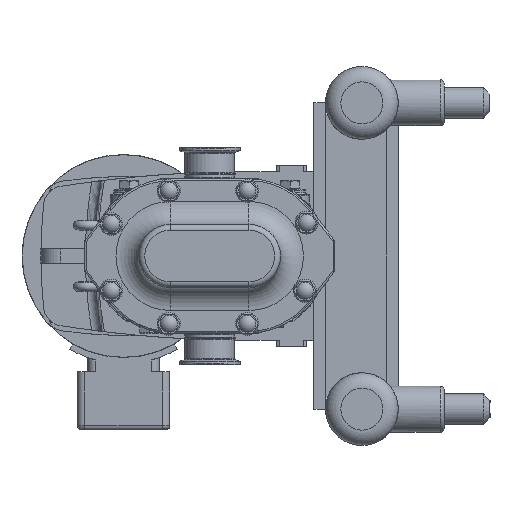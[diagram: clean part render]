
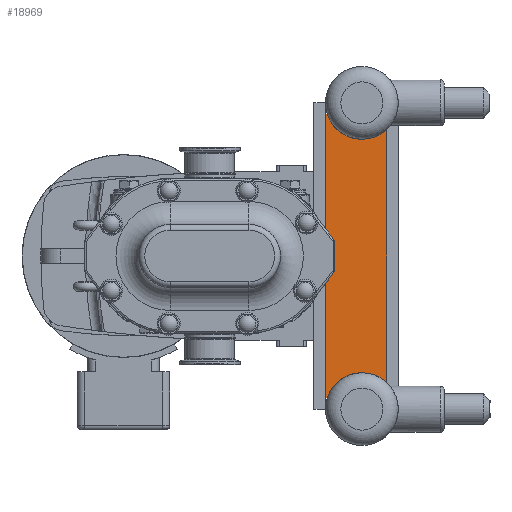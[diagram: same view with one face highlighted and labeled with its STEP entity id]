
A CAD part, left-side view. The second image highlights one B-rep face of the part: STEP entity #18969.
In plain terms, the highlighted planar face has unit normal (-1, 0, 0).
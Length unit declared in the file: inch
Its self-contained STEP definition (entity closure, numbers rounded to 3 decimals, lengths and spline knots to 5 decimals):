
#835=CIRCLE('',#20286,1.19);
#836=CIRCLE('',#20287,1.19);
#2051=PLANE('',#20285);
#2715=FACE_OUTER_BOUND('',#3860,.T.);
#3860=EDGE_LOOP('',(#14184,#14185,#14186,#14187,#14188,#14189));
#5213=LINE('',#30483,#6616);
#5217=LINE('',#30501,#6620);
#5218=LINE('',#30505,#6621);
#5219=LINE('',#30508,#6622);
#6616=VECTOR('',#23422,0.3937);
#6620=VECTOR('',#23430,0.3937);
#6621=VECTOR('',#23433,0.3937);
#6622=VECTOR('',#23436,0.3937);
#8309=VERTEX_POINT('',#30476);
#8311=VERTEX_POINT('',#30481);
#8316=VERTEX_POINT('',#30500);
#8317=VERTEX_POINT('',#30502);
#8318=VERTEX_POINT('',#30504);
#8319=VERTEX_POINT('',#30506);
#10479=EDGE_CURVE('',#8309,#8311,#5213,.T.);
#10485=EDGE_CURVE('',#8311,#8316,#5217,.T.);
#10486=EDGE_CURVE('',#8316,#8317,#835,.T.);
#10487=EDGE_CURVE('',#8317,#8318,#5218,.T.);
#10488=EDGE_CURVE('',#8318,#8319,#836,.T.);
#10489=EDGE_CURVE('',#8319,#8309,#5219,.T.);
#14184=ORIENTED_EDGE('',*,*,#10479,.T.);
#14185=ORIENTED_EDGE('',*,*,#10485,.T.);
#14186=ORIENTED_EDGE('',*,*,#10486,.T.);
#14187=ORIENTED_EDGE('',*,*,#10487,.T.);
#14188=ORIENTED_EDGE('',*,*,#10488,.T.);
#14189=ORIENTED_EDGE('',*,*,#10489,.T.);
#18969=ADVANCED_FACE('',(#2715),#2051,.T.);
#20285=AXIS2_PLACEMENT_3D('',#30499,#23428,#23429);
#20286=AXIS2_PLACEMENT_3D('',#30503,#23431,#23432);
#20287=AXIS2_PLACEMENT_3D('',#30507,#23434,#23435);
#23422=DIRECTION('',(0.,0.,-1.));
#23428=DIRECTION('center_axis',(-1.,0.,0.));
#23429=DIRECTION('ref_axis',(0.,0.,
1.));
#23430=DIRECTION('',(0.,-1.,0.));
#23431=DIRECTION('center_axis',(1.,0.,0.));
#23432=DIRECTION('ref_axis',(0.,-0.681,0.733));
#23433=DIRECTION('',(0.,0.,1.));
#23434=DIRECTION('center_axis',(1.,0.,0.));
#23435=DIRECTION('ref_axis',(0.,0.95,-0.311));
#23436=DIRECTION('',(0.,1.,0.));
#30476=CARTESIAN_POINT('',(4.194,-3.7815,4.63));
#30481=CARTESIAN_POINT('',(4.194,-3.7815,-4.62));
#30483=CARTESIAN_POINT('',(4.194,-3.7815,0.00161));
#30499=CARTESIAN_POINT('Origin',(4.194,-4.71672,0.00321));
#30500=CARTESIAN_POINT('',(4.194,-3.8413,-4.62));
#30501=CARTESIAN_POINT('',(4.194,-3.8413,-4.62));
#30502=CARTESIAN_POINT('',(4.194,-5.779,-4.12822));
#30503=CARTESIAN_POINT('Origin',(4.194,-4.969,-5.));
#30504=CARTESIAN_POINT('',(4.194,-5.779,4.12822));
#30505=CARTESIAN_POINT('',(4.194,-5.779,4.12822));
#30506=CARTESIAN_POINT('',(4.194,-3.83798,4.63));
#30507=CARTESIAN_POINT('Origin',(4.194,-4.969,5.));
#30508=CARTESIAN_POINT('',(4.194,-3.779,4.63));
